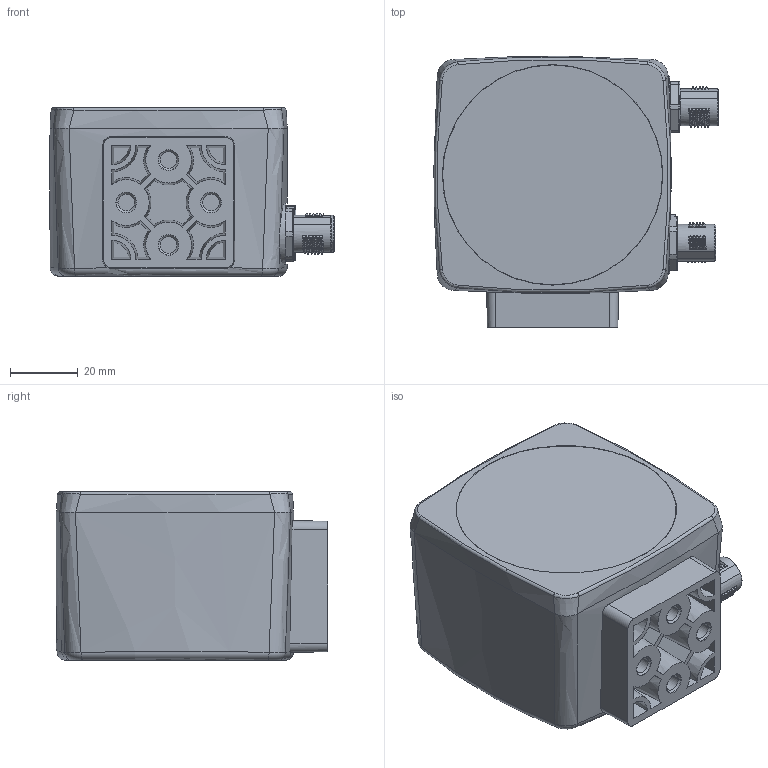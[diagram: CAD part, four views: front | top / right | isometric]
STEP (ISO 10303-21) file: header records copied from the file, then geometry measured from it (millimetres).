
FILE_DESCRIPTION((''),'2;1');
FILE_NAME('07BG03_SW0001','2012-01-24T',('dhelisch'),(''),'PRO/ENGINEER BY PARAMETRIC TECHNOLOGY CORPORATION, 2007250','PRO/ENGINEER BY PARAMETRIC TECHNOLOGY CORPORATION, 2007250','');
FILE_SCHEMA(('CONFIG_CONTROL_DESIGN'));
Length unit declared in the file: millimetre
Products named in the file (1): 07BG03_SW0001
Bounding box: 83.8 x 80 x 49.7 mm (x, y, z)
Volume: 229101.1 mm3; surface area: 41708.6 mm2
Topology: 2 solids, 2 shells, 950 faces, 2304 edges, 1394 vertices
Faces by surface type: plane 286, bspline 260, cylinder 228, cone 108, torus 52, sphere 8, extrusion 8
Entity records: 44766 total; most frequent: CARTESIAN_POINT 21127, ORIENTED_EDGE 4596, DIRECTION 3602, EDGE_CURVE 2298, VERTEX_POINT 1394, AXIS2_PLACEMENT_3D 1377, EDGE_LOOP 1012, FACE_OUTER_BOUND 950
